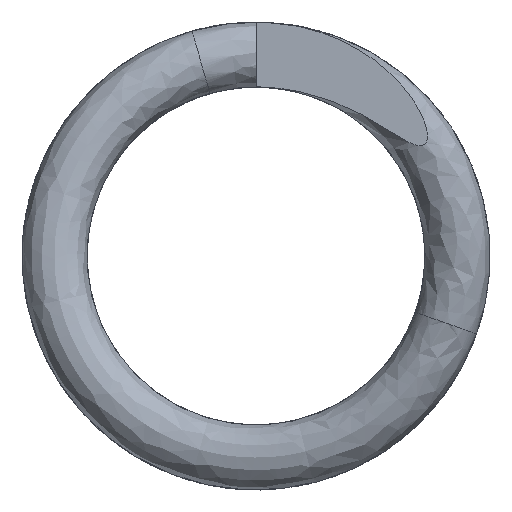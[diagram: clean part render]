
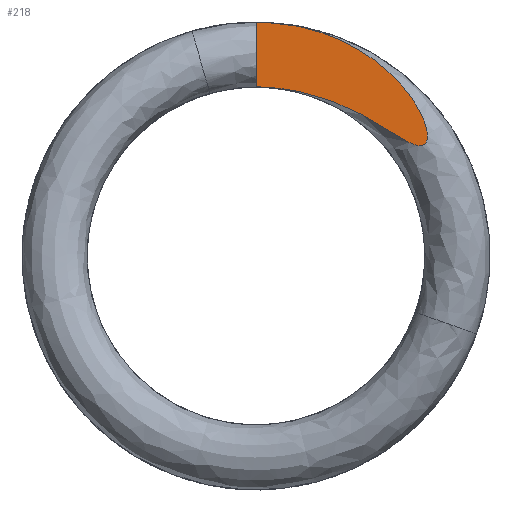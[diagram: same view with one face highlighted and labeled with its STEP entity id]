
A CAD part, front view. The second image highlights one B-rep face of the part: STEP entity #218.
In plain terms, the highlighted planar face has unit normal (0, -1, 0).
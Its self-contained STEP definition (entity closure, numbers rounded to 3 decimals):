
#34=FACE_OUTER_BOUND('',#50,.T.);
#50=EDGE_LOOP('',(#161,#162,#163,#164));
#64=LINE('',#640,#66);
#66=VECTOR('',#260,10.);
#75=B_SPLINE_CURVE_WITH_KNOTS('',3,(#642,#643,#644,#645),.UNSPECIFIED.,
 .F.,.F.,(4,4),(-0.004,0.),.UNSPECIFIED.);
#76=B_SPLINE_CURVE_WITH_KNOTS('',3,(#647,#648,#649,#650,#651,#652,#653,
#654,#655,#656,#657,#658,#659,#660,#661,#662,#663,#664,#665,#666,#667,#668,
#669,#670,#671,#672,#673,#674),.UNSPECIFIED.,.F.,.F.,(4,2,2,2,2,2,2,2,2,
2,2,2,2,4),(-0.218,-0.191,-0.166,-0.142,
-0.126,-0.117,-0.112,-0.109,
-0.106,-0.103,-0.098,-0.083,
-0.047,0.),.UNSPECIFIED.);
#77=B_SPLINE_CURVE_WITH_KNOTS('',3,(#675,#676,#677,#678),.UNSPECIFIED.,
 .F.,.F.,(4,4),(-0.006,0.),
 .UNSPECIFIED.);
#103=VERTEX_POINT('',#638);
#104=VERTEX_POINT('',#639);
#105=VERTEX_POINT('',#641);
#106=VERTEX_POINT('',#646);
#124=EDGE_CURVE('',#103,#104,#64,.T.);
#125=EDGE_CURVE('',#105,#103,#75,.T.);
#126=EDGE_CURVE('',#106,#105,#76,.T.);
#127=EDGE_CURVE('',#104,#106,#77,.T.);
#161=ORIENTED_EDGE('',*,*,#124,.F.);
#162=ORIENTED_EDGE('',*,*,#125,.F.);
#163=ORIENTED_EDGE('',*,*,#126,.F.);
#164=ORIENTED_EDGE('',*,*,#127,.F.);
#212=PLANE('',#247);
#218=ADVANCED_FACE('',(#34),#212,.F.);
#247=AXIS2_PLACEMENT_3D('',#637,#258,#259);
#258=DIRECTION('center_axis',(0.,1.,0.));
#259=DIRECTION('ref_axis',(1.,0.,0.));
#260=DIRECTION('',(0.,0.,1.));
#637=CARTESIAN_POINT('Origin',(0.,0.25,0.));
#638=CARTESIAN_POINT('',(0.,0.25,1.257));
#639=CARTESIAN_POINT('',(0.,0.25,1.74));
#640=CARTESIAN_POINT('',(0.,0.25,0.749));
#641=CARTESIAN_POINT('',(0.043,0.25,1.257));
#642=CARTESIAN_POINT('Ctrl Pts',(0.043,0.25,1.257));
#643=CARTESIAN_POINT('Ctrl Pts',(0.029,0.25,1.257));
#644=CARTESIAN_POINT('Ctrl Pts',(0.014,0.25,1.257));
#645=CARTESIAN_POINT('Ctrl Pts',(0.,0.25,1.257));
#646=CARTESIAN_POINT('',(0.06,0.25,1.739));
#647=CARTESIAN_POINT('Ctrl Pts',(0.06,0.25,1.739));
#648=CARTESIAN_POINT('Ctrl Pts',(0.225,0.25,1.733));
#649=CARTESIAN_POINT('Ctrl Pts',(0.389,0.25,1.7));
#650=CARTESIAN_POINT('Ctrl Pts',(0.692,0.25,1.583));
#651=CARTESIAN_POINT('Ctrl Pts',(0.83,0.25,1.503));
#652=CARTESIAN_POINT('Ctrl Pts',(1.062,0.25,1.306));
#653=CARTESIAN_POINT('Ctrl Pts',(1.143,0.25,1.205));
#654=CARTESIAN_POINT('Ctrl Pts',(1.233,0.25,1.053));
#655=CARTESIAN_POINT('Ctrl Pts',(1.255,0.25,0.999));
#656=CARTESIAN_POINT('Ctrl Pts',(1.272,0.25,0.928));
#657=CARTESIAN_POINT('Ctrl Pts',(1.275,0.25,0.905));
#658=CARTESIAN_POINT('Ctrl Pts',(1.274,0.25,0.875));
#659=CARTESIAN_POINT('Ctrl Pts',(1.272,0.25,0.863));
#660=CARTESIAN_POINT('Ctrl Pts',(1.266,0.25,0.847));
#661=CARTESIAN_POINT('Ctrl Pts',(1.263,0.25,0.841));
#662=CARTESIAN_POINT('Ctrl Pts',(1.255,0.25,0.832));
#663=CARTESIAN_POINT('Ctrl Pts',(1.251,0.25,0.828));
#664=CARTESIAN_POINT('Ctrl Pts',(1.239,0.25,0.822));
#665=CARTESIAN_POINT('Ctrl Pts',(1.233,0.25,0.821));
#666=CARTESIAN_POINT('Ctrl Pts',(1.216,0.25,0.819));
#667=CARTESIAN_POINT('Ctrl Pts',(1.205,0.25,0.821));
#668=CARTESIAN_POINT('Ctrl Pts',(1.165,0.25,0.83));
#669=CARTESIAN_POINT('Ctrl Pts',(1.128,0.25,0.849));
#670=CARTESIAN_POINT('Ctrl Pts',(0.983,0.25,0.933));
#671=CARTESIAN_POINT('Ctrl Pts',(0.845,0.25,1.032));
#672=CARTESIAN_POINT('Ctrl Pts',(0.409,0.25,1.224));
#673=CARTESIAN_POINT('Ctrl Pts',(0.2,0.25,1.251));
#674=CARTESIAN_POINT('Ctrl Pts',(0.043,0.25,1.257));
#675=CARTESIAN_POINT('Ctrl Pts',(0.,0.25,1.74));
#676=CARTESIAN_POINT('Ctrl Pts',(0.02,0.25,1.74));
#677=CARTESIAN_POINT('Ctrl Pts',(0.04,0.25,1.74));
#678=CARTESIAN_POINT('Ctrl Pts',(0.06,0.25,1.739));
